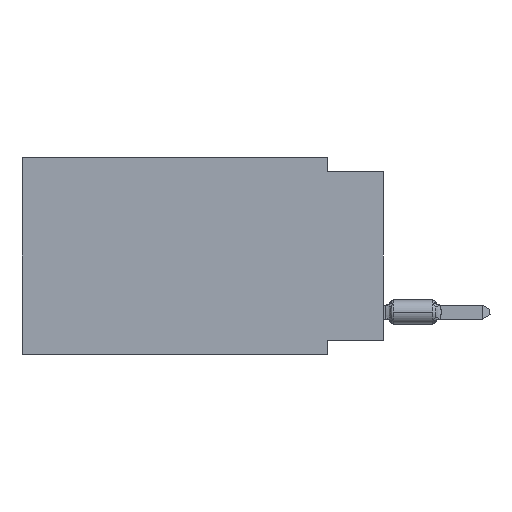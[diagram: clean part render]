
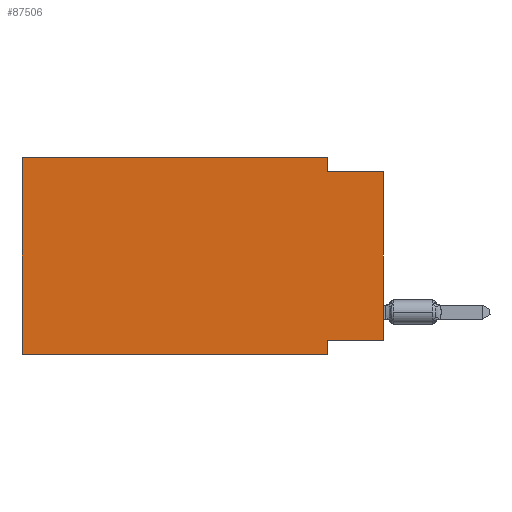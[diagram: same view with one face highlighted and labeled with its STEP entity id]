
A CAD part, left-side view. The second image highlights one B-rep face of the part: STEP entity #87506.
In plain terms, the highlighted planar face has unit normal (-1, 0, 0).
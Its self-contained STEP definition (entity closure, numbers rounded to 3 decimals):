
#37 = CARTESIAN_POINT ( 'NONE',  ( 0., 2.54, -0.635 ) ) ;
#90 = LINE ( 'NONE', #98857, #46855 ) ;
#3527 = VECTOR ( 'NONE', #63031, 1000. ) ;
#4181 = VERTEX_POINT ( 'NONE', #77351 ) ;
#4672 = PLANE ( 'NONE',  #30865 ) ;
#7248 = EDGE_CURVE ( 'NONE', #64189, #4181, #90, .T. ) ;
#9348 = CARTESIAN_POINT ( 'NONE',  ( 0., 2.54, 0. ) ) ;
#10218 = VECTOR ( 'NONE', #114544, 1000. ) ;
#10646 = EDGE_LOOP ( 'NONE', ( #112762, #107013, #93365, #10952, #96562, #56790, #20222, #111572 ) ) ;
#10952 = ORIENTED_EDGE ( 'NONE', *, *, #54115, .F. ) ;
#15700 = CARTESIAN_POINT ( 'NONE',  ( 0., 0., -0.635 ) ) ;
#17296 = LINE ( 'NONE', #25533, #20898 ) ;
#18319 = DIRECTION ( 'NONE',  ( 0., 1., 0. ) ) ;
#18742 = EDGE_CURVE ( 'NONE', #94955, #70384, #89723, .T. ) ;
#20222 = ORIENTED_EDGE ( 'NONE', *, *, #77871, .F. ) ;
#20898 = VECTOR ( 'NONE', #33778, 1000. ) ;
#21156 = FACE_OUTER_BOUND ( 'NONE', #10646, .T. ) ;
#23128 = VERTEX_POINT ( 'NONE', #103176 ) ;
#24000 = CARTESIAN_POINT ( 'NONE',  ( 0., 0., 0. ) ) ;
#25533 = CARTESIAN_POINT ( 'NONE',  ( 0., 16.383, -8.89 ) ) ;
#25691 = DIRECTION ( 'NONE',  ( 0., -1., 0. ) ) ;
#28909 = LINE ( 'NONE', #63610, #3527 ) ;
#30865 = AXIS2_PLACEMENT_3D ( 'NONE', #57037, #58196, #48218 ) ;
#33421 = LINE ( 'NONE', #24000, #10218 ) ;
#33778 = DIRECTION ( 'NONE',  ( 0., -1., 0. ) ) ;
#35967 = EDGE_CURVE ( 'NONE', #80301, #59449, #17296, .T. ) ;
#36186 = VECTOR ( 'NONE', #76936, 1000. ) ;
#39067 = CARTESIAN_POINT ( 'NONE',  ( 0., 16.383, 0. ) ) ;
#40296 = CARTESIAN_POINT ( 'NONE',  ( 0., 2.54, 0. ) ) ;
#41851 = CARTESIAN_POINT ( 'NONE',  ( 0., 0., -8.255 ) ) ;
#42761 = LINE ( 'NONE', #15700, #97466 ) ;
#46855 = VECTOR ( 'NONE', #18319, 1000. ) ;
#48218 = DIRECTION ( 'NONE',  ( 0., 0., -1. ) ) ;
#48769 = CARTESIAN_POINT ( 'NONE',  ( 0., 16.383, 0. ) ) ;
#50008 = CARTESIAN_POINT ( 'NONE',  ( 0., 2.54, -8.89 ) ) ;
#54115 = EDGE_CURVE ( 'NONE', #60606, #94955, #85183, .T. ) ;
#56790 = ORIENTED_EDGE ( 'NONE', *, *, #35967, .T. ) ;
#57037 = CARTESIAN_POINT ( 'NONE',  ( 0., 16.383, 0. ) ) ;
#57524 = VECTOR ( 'NONE', #64411, 1000. ) ;
#58196 = DIRECTION ( 'NONE',  ( 1., 0., 0. ) ) ;
#59449 = VERTEX_POINT ( 'NONE', #50008 ) ;
#60606 = VERTEX_POINT ( 'NONE', #39067 ) ;
#63031 = DIRECTION ( 'NONE',  ( 0., 0., -1. ) ) ;
#63610 = CARTESIAN_POINT ( 'NONE',  ( 0., 2.54, -8.89 ) ) ;
#64189 = VERTEX_POINT ( 'NONE', #41851 ) ;
#64411 = DIRECTION ( 'NONE',  ( 0., 0., -1. ) ) ;
#66294 = EDGE_CURVE ( 'NONE', #70384, #23128, #42761, .T. ) ;
#69875 = EDGE_CURVE ( 'NONE', #80301, #60606, #88387, .T. ) ;
#70384 = VERTEX_POINT ( 'NONE', #37 ) ;
#76936 = DIRECTION ( 'NONE',  ( 0., -1., 0. ) ) ;
#77351 = CARTESIAN_POINT ( 'NONE',  ( 0., 2.54, -8.255 ) ) ;
#77871 = EDGE_CURVE ( 'NONE', #4181, #59449, #28909, .T. ) ;
#80301 = VERTEX_POINT ( 'NONE', #92493 ) ;
#82928 = VECTOR ( 'NONE', #96617, 1000. ) ;
#85183 = LINE ( 'NONE', #48769, #36186 ) ;
#85965 = EDGE_CURVE ( 'NONE', #64189, #23128, #33421, .T. ) ;
#87219 = CARTESIAN_POINT ( 'NONE',  ( 0., 16.383, 0. ) ) ;
#87506 = ADVANCED_FACE ( 'NONE', ( #21156 ), #4672, .F. ) ;
#88387 = LINE ( 'NONE', #87219, #82928 ) ;
#89723 = LINE ( 'NONE', #40296, #57524 ) ;
#92493 = CARTESIAN_POINT ( 'NONE',  ( 0., 16.383, -8.89 ) ) ;
#93365 = ORIENTED_EDGE ( 'NONE', *, *, #18742, .F. ) ;
#94955 = VERTEX_POINT ( 'NONE', #9348 ) ;
#96562 = ORIENTED_EDGE ( 'NONE', *, *, #69875, .F. ) ;
#96617 = DIRECTION ( 'NONE',  ( 0., 0., 1. ) ) ;
#97466 = VECTOR ( 'NONE', #25691, 1000. ) ;
#98857 = CARTESIAN_POINT ( 'NONE',  ( 0., 0., -8.255 ) ) ;
#103176 = CARTESIAN_POINT ( 'NONE',  ( 0., 0., -0.635 ) ) ;
#107013 = ORIENTED_EDGE ( 'NONE', *, *, #66294, .F. ) ;
#111572 = ORIENTED_EDGE ( 'NONE', *, *, #7248, .F. ) ;
#112762 = ORIENTED_EDGE ( 'NONE', *, *, #85965, .T. ) ;
#114544 = DIRECTION ( 'NONE',  ( 0., 0., 1. ) ) ;
